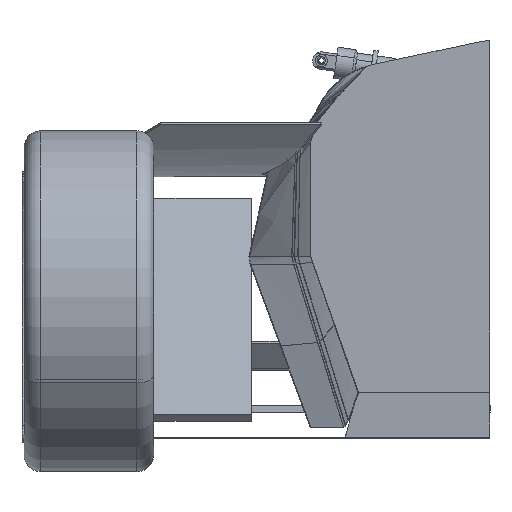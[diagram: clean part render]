
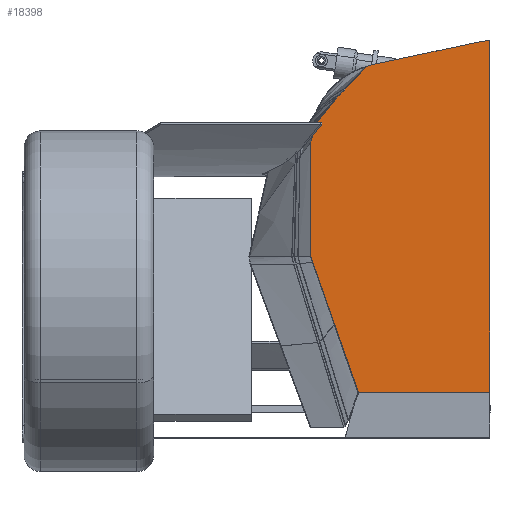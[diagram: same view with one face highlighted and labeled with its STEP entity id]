
A CAD part, left-side view. The second image highlights one B-rep face of the part: STEP entity #18398.
In plain terms, the highlighted planar face has unit normal (-1, 0, 0).
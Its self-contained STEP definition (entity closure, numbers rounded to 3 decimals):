
#18319=CARTESIAN_POINT('Axis2P3D Location',(0.,0.,0.)) ;
#18324=CARTESIAN_POINT('Axis2P3D Location',(0.,-31.688,-249.282)) ;
#18328=CARTESIAN_POINT('Vertex',(0.,25.162,16.699)) ;
#18330=CARTESIAN_POINT('Vertex',(0.,0.,20.854)) ;
#18333=CARTESIAN_POINT('Line Origine',(0.,100.291,0.641)) ;
#18337=CARTESIAN_POINT('Vertex',(0.,175.42,-15.417)) ;
#18340=CARTESIAN_POINT('Axis2P3D Location',(0.,150.648,-131.319)) ;
#18344=CARTESIAN_POINT('Vertex',(0.,269.04,-125.823)) ;
#18347=CARTESIAN_POINT('Line Origine',(0.,269.04,-210.751)) ;
#18351=CARTESIAN_POINT('Vertex',(0.,269.04,-295.678)) ;
#18354=CARTESIAN_POINT('Axis2P3D Location',(0.,230.292,-295.678)) ;
#18358=CARTESIAN_POINT('Vertex',(0.,266.849,-308.523)) ;
#18361=CARTESIAN_POINT('Line Origine',(0.,232.179,-407.201)) ;
#18365=CARTESIAN_POINT('Vertex',(0.,197.508,-505.879)) ;
#18368=CARTESIAN_POINT('Line Origine',(0.,195.501,-511.589)) ;
#18372=CARTESIAN_POINT('Vertex',(0.,193.495,-517.3)) ;
#18375=CARTESIAN_POINT('Line Origine',(0.,96.747,-517.3)) ;
#18379=CARTESIAN_POINT('Vertex',(0.,0.,-517.3)) ;
#18382=CARTESIAN_POINT('Line Origine',(0.,0.,-248.223)) ;
#18320=DIRECTION('Axis2P3D Direction',(1.,0.,0.)) ;
#18321=DIRECTION('Axis2P3D XDirection',(0.,1.,0.)) ;
#18325=DIRECTION('Axis2P3D Direction',(1.,0.,0.)) ;
#18334=DIRECTION('Vector Direction',(0.,0.978,-0.209)) ;
#18341=DIRECTION('Axis2P3D Direction',(1.,0.,0.)) ;
#18348=DIRECTION('Vector Direction',(0.,0.,-1.)) ;
#18355=DIRECTION('Axis2P3D Direction',(1.,0.,0.)) ;
#18362=DIRECTION('Vector Direction',(0.,-0.331,-0.943)) ;
#18369=DIRECTION('Vector Direction',(0.,-0.331,-0.943)) ;
#18376=DIRECTION('Vector Direction',(0.,-1.,0.)) ;
#18383=DIRECTION('Vector Direction',(0.,0.,1.)) ;
#18322=AXIS2_PLACEMENT_3D('Plane Axis2P3D',#18319,#18320,#18321) ;
#18326=AXIS2_PLACEMENT_3D('Circle Axis2P3D',#18324,#18325,$) ;
#18342=AXIS2_PLACEMENT_3D('Circle Axis2P3D',#18340,#18341,$) ;
#18356=AXIS2_PLACEMENT_3D('Circle Axis2P3D',#18354,#18355,$) ;
#18388=ORIENTED_EDGE('',*,*,#18332,.F.) ;
#18389=ORIENTED_EDGE('',*,*,#18339,.F.) ;
#18390=ORIENTED_EDGE('',*,*,#18346,.F.) ;
#18391=ORIENTED_EDGE('',*,*,#18353,.F.) ;
#18392=ORIENTED_EDGE('',*,*,#18360,.F.) ;
#18393=ORIENTED_EDGE('',*,*,#18367,.F.) ;
#18394=ORIENTED_EDGE('',*,*,#18374,.F.) ;
#18395=ORIENTED_EDGE('',*,*,#18381,.F.) ;
#18396=ORIENTED_EDGE('',*,*,#18386,.F.) ;
#18335=VECTOR('Line Direction',#18334,1.) ;
#18349=VECTOR('Line Direction',#18348,1.) ;
#18363=VECTOR('Line Direction',#18362,1.) ;
#18370=VECTOR('Line Direction',#18369,1.) ;
#18377=VECTOR('Line Direction',#18376,1.) ;
#18384=VECTOR('Line Direction',#18383,1.) ;
#18398=ADVANCED_FACE('',(#18397),#18323,.F.) ;
#18327=CIRCLE('generated circle',#18326,271.988) ;
#18343=CIRCLE('generated circle',#18342,118.52) ;
#18357=CIRCLE('generated circle',#18356,38.748) ;
#18332=EDGE_CURVE('',#18329,#18331,#18327,.T.) ;
#18339=EDGE_CURVE('',#18338,#18329,#18336,.F.) ;
#18346=EDGE_CURVE('',#18345,#18338,#18343,.T.) ;
#18353=EDGE_CURVE('',#18352,#18345,#18350,.F.) ;
#18360=EDGE_CURVE('',#18359,#18352,#18357,.T.) ;
#18367=EDGE_CURVE('',#18366,#18359,#18364,.F.) ;
#18374=EDGE_CURVE('',#18373,#18366,#18371,.F.) ;
#18381=EDGE_CURVE('',#18380,#18373,#18378,.F.) ;
#18386=EDGE_CURVE('',#18331,#18380,#18385,.F.) ;
#18387=EDGE_LOOP('',(#18388,#18389,#18390,#18391,#18392,#18393,#18394,#18395,#18396)) ;
#18397=FACE_OUTER_BOUND('',#18387,.T.) ;
#18336=LINE('Line',#18333,#18335) ;
#18350=LINE('Line',#18347,#18349) ;
#18364=LINE('Line',#18361,#18363) ;
#18371=LINE('Line',#18368,#18370) ;
#18378=LINE('Line',#18375,#18377) ;
#18385=LINE('Line',#18382,#18384) ;
#18323=PLANE('Plane',#18322) ;
#18329=VERTEX_POINT('',#18328) ;
#18331=VERTEX_POINT('',#18330) ;
#18338=VERTEX_POINT('',#18337) ;
#18345=VERTEX_POINT('',#18344) ;
#18352=VERTEX_POINT('',#18351) ;
#18359=VERTEX_POINT('',#18358) ;
#18366=VERTEX_POINT('',#18365) ;
#18373=VERTEX_POINT('',#18372) ;
#18380=VERTEX_POINT('',#18379) ;
